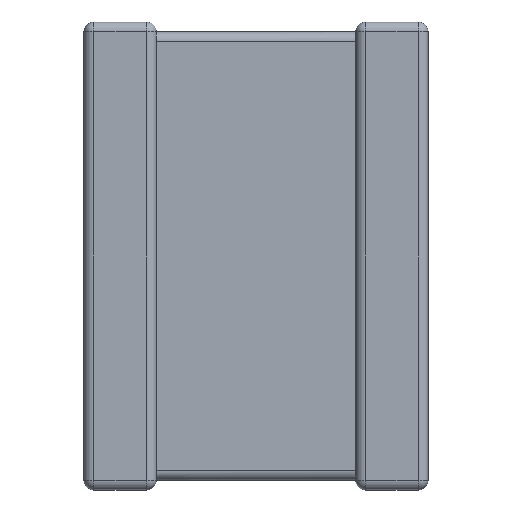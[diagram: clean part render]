
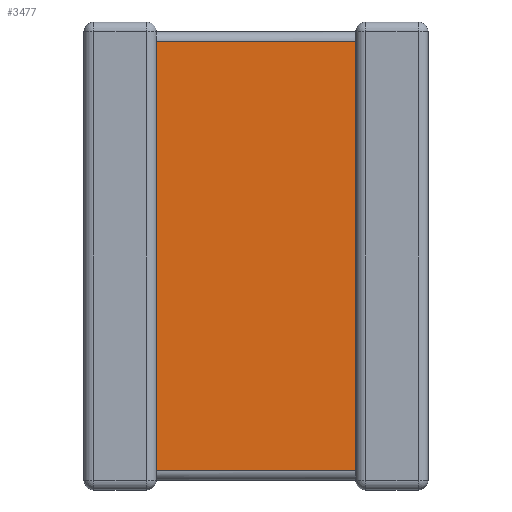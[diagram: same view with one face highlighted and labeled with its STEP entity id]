
A CAD part, front view. The second image highlights one B-rep face of the part: STEP entity #3477.
In plain terms, the highlighted planar face has unit normal (0, -1, 0).
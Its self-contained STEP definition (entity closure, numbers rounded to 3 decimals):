
#52 = CARTESIAN_POINT ( 'NONE',  ( 1.05, 0.141, -6.8 ) ) ;
#185 = CARTESIAN_POINT ( 'NONE',  ( 3.95, 0.141, -6.517 ) ) ;
#233 = VECTOR ( 'NONE', #495, 1000. ) ;
#438 = CARTESIAN_POINT ( 'NONE',  ( 3.95, 0.141, -0.283 ) ) ;
#495 = DIRECTION ( 'NONE',  ( -1., 0., 0. ) ) ;
#566 = DIRECTION ( 'NONE',  ( 0., -1., 0. ) ) ;
#667 = EDGE_LOOP ( 'NONE', ( #1831, #2389, #4218, #1479 ) ) ;
#688 = LINE ( 'NONE', #2974, #2567 ) ;
#768 = CARTESIAN_POINT ( 'NONE',  ( 3.95, 0.141, -6.517 ) ) ;
#806 = LINE ( 'NONE', #4409, #233 ) ;
#900 = VECTOR ( 'NONE', #2247, 1000. ) ;
#955 = VERTEX_POINT ( 'NONE', #438 ) ;
#1414 = EDGE_CURVE ( 'NONE', #3600, #1709, #2562, .T. ) ;
#1479 = ORIENTED_EDGE ( 'NONE', *, *, #2919, .T. ) ;
#1587 = CARTESIAN_POINT ( 'NONE',  ( 1.05, 0.141, -0.283 ) ) ;
#1611 = DIRECTION ( 'NONE',  ( 0., 0., -1. ) ) ;
#1651 = FACE_OUTER_BOUND ( 'NONE', #667, .T. ) ;
#1680 = PLANE ( 'NONE',  #2204 ) ;
#1709 = VERTEX_POINT ( 'NONE', #1587 ) ;
#1831 = ORIENTED_EDGE ( 'NONE', *, *, #1414, .F. ) ;
#2063 = CARTESIAN_POINT ( 'NONE',  ( 1.05, 0.141, -6.517 ) ) ;
#2204 = AXIS2_PLACEMENT_3D ( 'NONE', #3120, #566, #1611 ) ;
#2247 = DIRECTION ( 'NONE',  ( 0., 0., 1. ) ) ;
#2360 = EDGE_CURVE ( 'NONE', #4006, #955, #688, .T. ) ;
#2389 = ORIENTED_EDGE ( 'NONE', *, *, #3378, .T. ) ;
#2562 = LINE ( 'NONE', #52, #900 ) ;
#2567 = VECTOR ( 'NONE', #4416, 1000. ) ;
#2911 = LINE ( 'NONE', #768, #4179 ) ;
#2919 = EDGE_CURVE ( 'NONE', #955, #1709, #806, .T. ) ;
#2974 = CARTESIAN_POINT ( 'NONE',  ( 3.95, 0.141, -6.8 ) ) ;
#3120 = CARTESIAN_POINT ( 'NONE',  ( 1.05, 0.141, -6.8 ) ) ;
#3332 = DIRECTION ( 'NONE',  ( 1., 0., 0. ) ) ;
#3378 = EDGE_CURVE ( 'NONE', #3600, #4006, #2911, .T. ) ;
#3477 = ADVANCED_FACE ( 'NONE', ( #1651 ), #1680, .T. ) ;
#3600 = VERTEX_POINT ( 'NONE', #2063 ) ;
#4006 = VERTEX_POINT ( 'NONE', #185 ) ;
#4179 = VECTOR ( 'NONE', #3332, 1000. ) ;
#4218 = ORIENTED_EDGE ( 'NONE', *, *, #2360, .T. ) ;
#4409 = CARTESIAN_POINT ( 'NONE',  ( 1.05, 0.141, -0.283 ) ) ;
#4416 = DIRECTION ( 'NONE',  ( 0., 0., 1. ) ) ;
